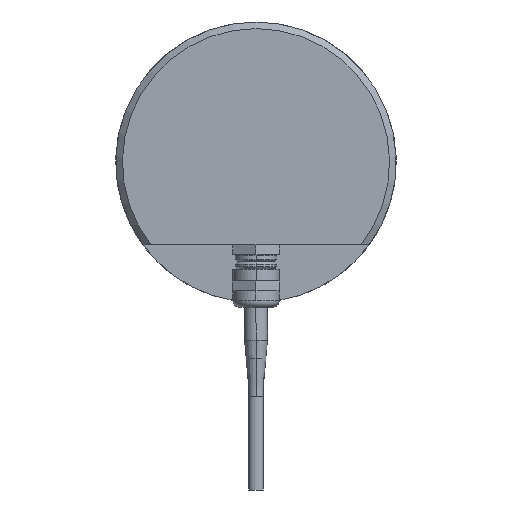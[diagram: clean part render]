
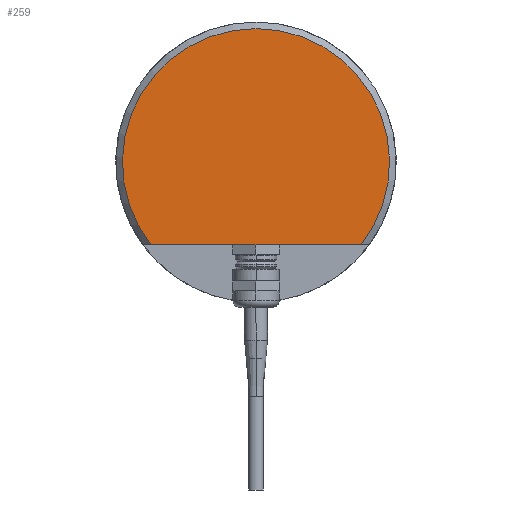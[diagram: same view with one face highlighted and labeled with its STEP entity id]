
A CAD part, front view. The second image highlights one B-rep face of the part: STEP entity #259.
In plain terms, the highlighted planar face has unit normal (0, -1, 0).
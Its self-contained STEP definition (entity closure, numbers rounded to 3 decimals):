
#259 = ADVANCED_FACE( '', ( #526 ), #527, .T. );
#526 = FACE_OUTER_BOUND( '', #823, .T. );
#527 = PLANE( '', #824 );
#823 = EDGE_LOOP( '', ( #1313, #1314 ) );
#824 = AXIS2_PLACEMENT_3D( '', #1315, #1316, #1317 );
#1313 = ORIENTED_EDGE( '', *, *, #1778, .T. );
#1314 = ORIENTED_EDGE( '', *, *, #1811, .F. );
#1315 = CARTESIAN_POINT( '', ( 0., -128., 23.5 ) );
#1316 = DIRECTION( '', ( 0., -1., 0. ) );
#1317 = DIRECTION( '', ( 0., 0., -1. ) );
#1778 = EDGE_CURVE( '', #2111, #2109, #2112, .T. );
#1811 = EDGE_CURVE( '', #2111, #2109, #2163, .T. );
#2109 = VERTEX_POINT( '', #2847 );
#2111 = VERTEX_POINT( '', #2852 );
#2112 = CIRCLE( '', #2853, 40.5 );
#2163 = LINE( '', #3122, #3123 );
#2847 = CARTESIAN_POINT( '', ( -31.863, -128., -25. ) );
#2852 = CARTESIAN_POINT( '', ( 31.863, -128., -25. ) );
#2853 = AXIS2_PLACEMENT_3D( '', #3849, #3850, #3851 );
#3122 = CARTESIAN_POINT( '', ( 65.934, -128., -25. ) );
#3123 = VECTOR( '', #3859, 1000. );
#3849 = CARTESIAN_POINT( '', ( 0., -128., 0. ) );
#3850 = DIRECTION( '', ( 0., -1., 0. ) );
#3851 = DIRECTION( '', ( 0., 0., -1. ) );
#3859 = DIRECTION( '', ( -1., 0., 0. ) );
